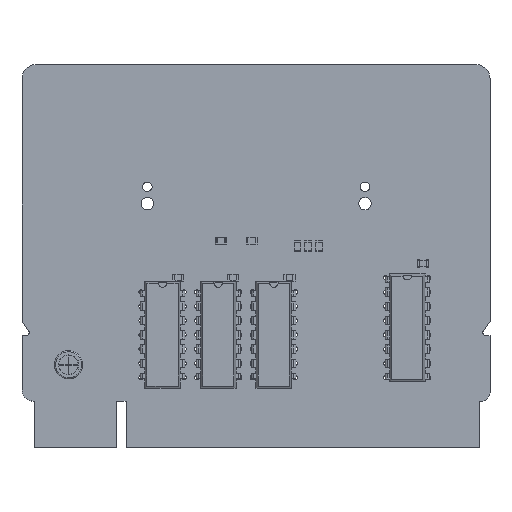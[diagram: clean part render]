
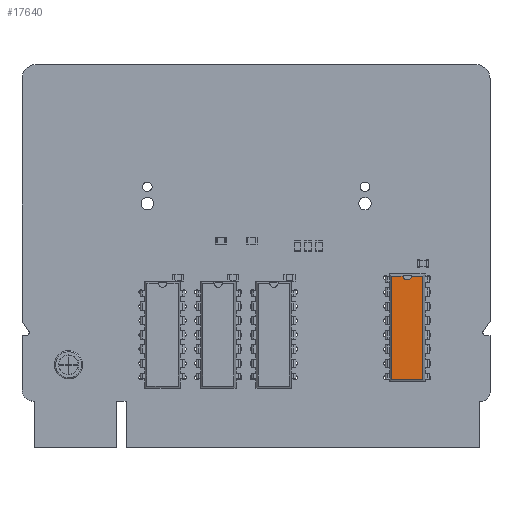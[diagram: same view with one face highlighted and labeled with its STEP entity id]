
A CAD part, top view. The second image highlights one B-rep face of the part: STEP entity #17640.
In plain terms, the highlighted planar face has unit normal (0, 0, 1).
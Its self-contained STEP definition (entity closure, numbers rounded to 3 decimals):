
#14100 = VERTEX_POINT('',#14101);
#14101 = CARTESIAN_POINT('',(6.586,0.3,3.68));
#14106 = EDGE_CURVE('',#14107,#14100,#14109,.T.);
#14107 = VERTEX_POINT('',#14108);
#14108 = CARTESIAN_POINT('',(6.586,-18.08,3.68));
#14109 = LINE('',#14110,#14111);
#14110 = CARTESIAN_POINT('',(6.586,-18.08,3.68));
#14111 = VECTOR('',#14112,1.);
#14112 = DIRECTION('',(0.,1.,0.));
#15666 = VERTEX_POINT('',#15667);
#15667 = CARTESIAN_POINT('',(1.034,0.3,3.68));
#15672 = EDGE_CURVE('',#15673,#15666,#15675,.T.);
#15673 = VERTEX_POINT('',#15674);
#15674 = CARTESIAN_POINT('',(3.064,0.3,3.68));
#15675 = LINE('',#15676,#15677);
#15676 = CARTESIAN_POINT('',(6.586,0.3,3.68));
#15677 = VECTOR('',#15678,1.);
#15678 = DIRECTION('',(-1.,0.,0.));
#15893 = VERTEX_POINT('',#15894);
#15894 = CARTESIAN_POINT('',(4.556,0.3,3.68));
#15998 = EDGE_CURVE('',#14100,#15893,#15999,.T.);
#15999 = LINE('',#16000,#16001);
#16000 = CARTESIAN_POINT('',(6.586,0.3,3.68));
#16001 = VECTOR('',#16002,1.);
#16002 = DIRECTION('',(-1.,0.,0.));
#16070 = VERTEX_POINT('',#16071);
#16071 = CARTESIAN_POINT('',(1.034,-18.08,3.68));
#16076 = EDGE_CURVE('',#15666,#16070,#16077,.T.);
#16077 = LINE('',#16078,#16079);
#16078 = CARTESIAN_POINT('',(1.034,0.3,3.68));
#16079 = VECTOR('',#16080,1.);
#16080 = DIRECTION('',(0.,-1.,0.));
#17629 = EDGE_CURVE('',#16070,#14107,#17630,.T.);
#17630 = LINE('',#17631,#17632);
#17631 = CARTESIAN_POINT('',(1.034,-18.08,3.68));
#17632 = VECTOR('',#17633,1.);
#17633 = DIRECTION('',(1.,0.,0.));
#17640 = ADVANCED_FACE('',(#17641),#17664,.F.);
#17641 = FACE_BOUND('',#17642,.F.);
#17642 = EDGE_LOOP('',(#17643,#17644,#17645,#17646,#17647,#17656,#17663)
  );
#17643 = ORIENTED_EDGE('',*,*,#14106,.F.);
#17644 = ORIENTED_EDGE('',*,*,#17629,.F.);
#17645 = ORIENTED_EDGE('',*,*,#16076,.F.);
#17646 = ORIENTED_EDGE('',*,*,#15672,.F.);
#17647 = ORIENTED_EDGE('',*,*,#17648,.F.);
#17648 = EDGE_CURVE('',#17649,#15673,#17651,.T.);
#17649 = VERTEX_POINT('',#17650);
#17650 = CARTESIAN_POINT('',(3.81,-0.375,3.68));
#17651 = CIRCLE('',#17652,0.75);
#17652 = AXIS2_PLACEMENT_3D('',#17653,#17654,#17655);
#17653 = CARTESIAN_POINT('',(3.81,0.375,3.68));
#17654 = DIRECTION('',(0.,-0.,-1.));
#17655 = DIRECTION('',(0.,-1.,0.));
#17656 = ORIENTED_EDGE('',*,*,#17657,.F.);
#17657 = EDGE_CURVE('',#15893,#17649,#17658,.T.);
#17658 = CIRCLE('',#17659,0.75);
#17659 = AXIS2_PLACEMENT_3D('',#17660,#17661,#17662);
#17660 = CARTESIAN_POINT('',(3.81,0.375,3.68));
#17661 = DIRECTION('',(0.,-0.,-1.));
#17662 = DIRECTION('',(0.,-1.,0.));
#17663 = ORIENTED_EDGE('',*,*,#15998,.F.);
#17664 = PLANE('',#17665);
#17665 = AXIS2_PLACEMENT_3D('',#17666,#17667,#17668);
#17666 = CARTESIAN_POINT('',(6.586,-18.08,3.68));
#17667 = DIRECTION('',(-0.,0.,-1.));
#17668 = DIRECTION('',(-0.289,0.957,0.));
